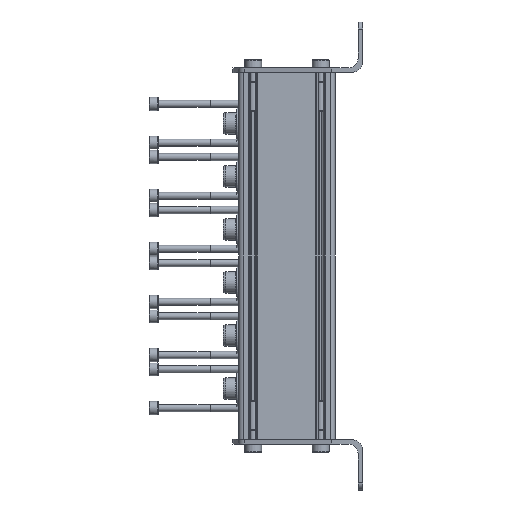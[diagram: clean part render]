
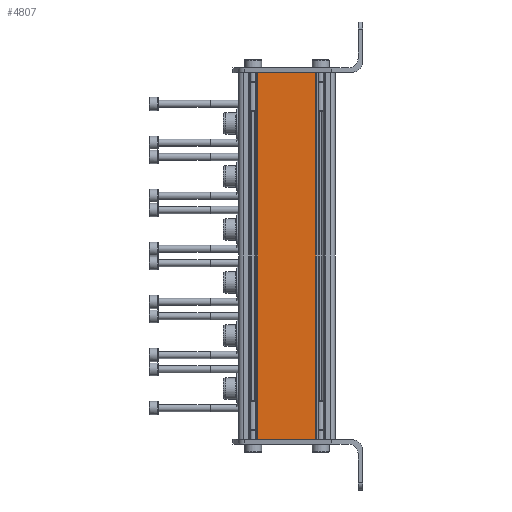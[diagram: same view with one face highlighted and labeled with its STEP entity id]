
A CAD part, left-side view. The second image highlights one B-rep face of the part: STEP entity #4807.
In plain terms, the highlighted planar face has unit normal (-1, 0, 0).
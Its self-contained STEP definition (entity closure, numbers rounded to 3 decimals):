
#346=LINE('',#7868,#672);
#347=LINE('',#7870,#673);
#348=LINE('',#7872,#674);
#349=LINE('',#7874,#675);
#672=VECTOR('',#6182,1000.);
#673=VECTOR('',#6185,1000.);
#674=VECTOR('',#6186,1000.);
#675=VECTOR('',#6187,1000.);
#902=PLANE('',#5271);
#1586=ORIENTED_EDGE('',*,*,#2809,.F.);
#1587=ORIENTED_EDGE('',*,*,#2808,.F.);
#1588=ORIENTED_EDGE('',*,*,#2810,.T.);
#1589=ORIENTED_EDGE('',*,*,#2811,.T.);
#2808=EDGE_CURVE('',#3387,#3386,#346,.T.);
#2809=EDGE_CURVE('',#3386,#3388,#347,.T.);
#2810=EDGE_CURVE('',#3387,#3389,#348,.T.);
#2811=EDGE_CURVE('',#3389,#3388,#349,.T.);
#3386=VERTEX_POINT('',#7865);
#3387=VERTEX_POINT('',#7867);
#3388=VERTEX_POINT('',#7871);
#3389=VERTEX_POINT('',#7873);
#3822=EDGE_LOOP('',(#1586,#1587,#1588,#1589));
#4262=FACE_BOUND('',#3822,.T.);
#4807=ADVANCED_FACE('',(#4262),#902,.T.);
#5271=AXIS2_PLACEMENT_3D('',#7869,#6183,#6184);
#6182=DIRECTION('',(0.,0.,1.));
#6183=DIRECTION('',(-1.,0.,0.));
#6184=DIRECTION('',(0.,0.,1.));
#6185=DIRECTION('',(0.,-1.,0.));
#6186=DIRECTION('',(0.,-1.,0.));
#6187=DIRECTION('',(0.,0.,1.));
#7865=CARTESIAN_POINT('',(-11.5,11.979,0.));
#7867=CARTESIAN_POINT('',(-11.5,11.979,-152.));
#7868=CARTESIAN_POINT('',(-11.5,11.979,-152.));
#7869=CARTESIAN_POINT('',(-11.5,11.979,-152.));
#7870=CARTESIAN_POINT('',(-11.5,11.979,0.));
#7871=CARTESIAN_POINT('',(-11.5,-11.979,0.));
#7872=CARTESIAN_POINT('',(-11.5,11.979,-152.));
#7873=CARTESIAN_POINT('',(-11.5,-11.979,-152.));
#7874=CARTESIAN_POINT('',(-11.5,-11.979,-152.));
